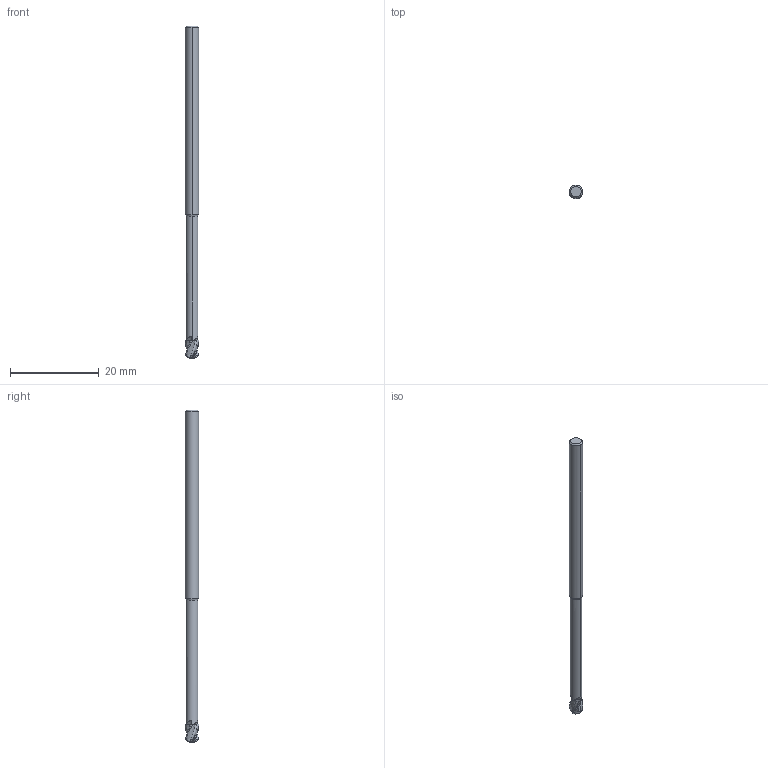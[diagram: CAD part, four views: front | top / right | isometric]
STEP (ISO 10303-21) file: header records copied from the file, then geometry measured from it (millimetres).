
FILE_DESCRIPTION(('no description'),'unknown implementation level');
FILE_NAME('K202233-3_1-Detail.stp',' ',('CIMSOURCE GmbH'),('CADClick - KiM GmbH - www.kimweb.de'),'unknown preprocess','ACIS','unknown authorization');
FILE_SCHEMA(('automotive_design'));
Length unit declared in the file: millimetre
Products named in the file (2): NOCUT; CUT
Bounding box: 3 x 3 x 75 mm (x, y, z)
Volume: 477.3 mm3; surface area: 720.8 mm2
Topology: 2 solids, 2 shells, 120 faces, 340 edges, 222 vertices
Faces by surface type: plane 46, bspline 32, cone 14, revolution 12, cylinder 10, torus 6
Entity records: 12331 total; most frequent: CARTESIAN_POINT 5696, STYLED_ITEM 684, PRESENTATION_STYLE_ASSIGNMENT 684, COLOUR_RGB 684, ORIENTED_EDGE 680, DIRECTION 472, EDGE_CURVE 340, CURVE_STYLE 340
